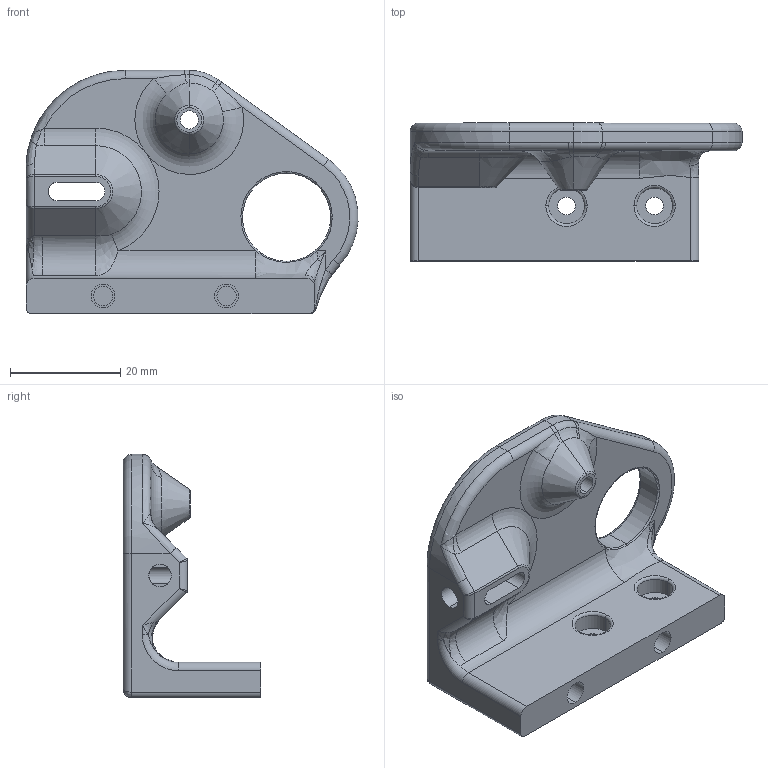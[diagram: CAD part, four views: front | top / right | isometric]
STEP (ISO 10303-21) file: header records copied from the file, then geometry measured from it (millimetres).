
FILE_DESCRIPTION (( 'STEP AP214' ), '1' );
FILE_NAME ('Bottom.STEP', '2024-10-12T21:46:29', ( '' ), ( '' ), 'SwSTEP 2.0', 'SolidWorks 2024', '' );
FILE_SCHEMA (( 'AUTOMOTIVE_DESIGN' ));
Length unit declared in the file: millimetre
Products named in the file (1): Bottom
Bounding box: 60.3 x 25 x 44.18 mm (x, y, z)
Volume: 18241.5 mm3; surface area: 8264.1 mm2
Topology: 1 solids, 1 shells, 123 faces, 293 edges, 170 vertices
Faces by surface type: cylinder 50, torus 24, plane 23, bspline 23, cone 3
Entity records: 4902 total; most frequent: CARTESIAN_POINT 2147, DIRECTION 584, ORIENTED_EDGE 572, EDGE_CURVE 286, AXIS2_PLACEMENT_3D 248, VERTEX_POINT 170, CIRCLE 147, EDGE_LOOP 140
